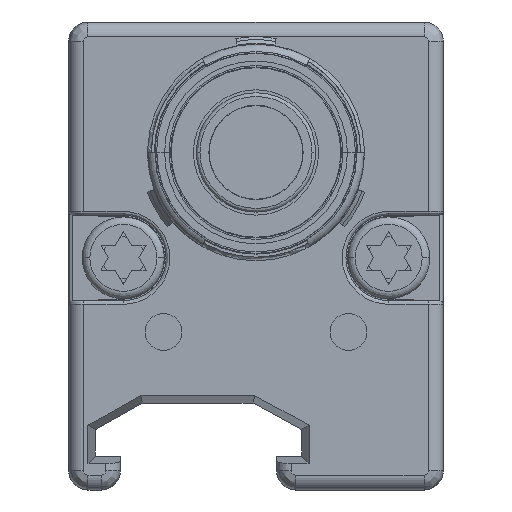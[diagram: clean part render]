
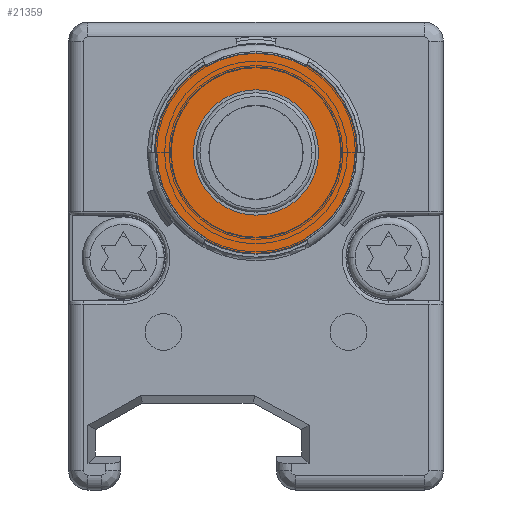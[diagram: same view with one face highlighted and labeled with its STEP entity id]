
A CAD part, front view. The second image highlights one B-rep face of the part: STEP entity #21359.
In plain terms, the highlighted planar face has unit normal (0, -1, 0).
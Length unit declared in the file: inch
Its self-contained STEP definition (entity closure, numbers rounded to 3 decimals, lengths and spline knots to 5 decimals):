
#5812=DIRECTION('',(-1.,0.,0.001));
#5813=VECTOR('',#5812,0.00492);
#5814=CARTESIAN_POINT('',(-0.26476,-0.98425,
0.90172));
#5815=LINE('',#5814,#5813);
#5816=CARTESIAN_POINT('',(0.,-0.98425,0.90157));
#5817=DIRECTION('',(0.,-1.,0.));
#5818=DIRECTION('',(-0.5,0.,0.866));
#5819=AXIS2_PLACEMENT_3D('',#5816,#5817,#5818);
#5821=DIRECTION('',(-0.501,0.,0.866));
#5822=VECTOR('',#5821,0.00492);
#5823=CARTESIAN_POINT('',(-0.13238,-0.98425,
1.13087));
#5824=LINE('',#5823,#5822);
#5825=DIRECTION('',(0.499,0.,0.866));
#5826=VECTOR('',#5825,0.00492);
#5827=CARTESIAN_POINT('',(0.13238,-0.98425,
1.13087));
#5828=LINE('',#5827,#5826);
#5829=CARTESIAN_POINT('',(0.,-0.98425,0.90157));
#5830=DIRECTION('',(0.,-1.,0.));
#5831=DIRECTION('',(1.,0.,0.));
#5832=AXIS2_PLACEMENT_3D('',#5829,#5830,#5831);
#5834=DIRECTION('',(1.,0.,0.));
#5835=VECTOR('',#5834,0.00492);
#5836=CARTESIAN_POINT('',(0.26476,-0.98425,
0.90157));
#5837=LINE('',#5836,#5835);
#5838=DIRECTION('',(0.501,0.,-0.866));
#5839=VECTOR('',#5838,0.00492);
#5840=CARTESIAN_POINT('',(0.13238,-0.98425,
0.67228));
#5841=LINE('',#5840,#5839);
#5842=CARTESIAN_POINT('',(0.,-0.98425,0.90157));
#5843=DIRECTION('',(0.,-1.,0.));
#5844=DIRECTION('',(-0.5,0.,-0.866));
#5845=AXIS2_PLACEMENT_3D('',#5842,#5843,#5844);
#5847=DIRECTION('',(-0.501,0.,-0.866));
#5848=VECTOR('',#5847,0.00492);
#5849=CARTESIAN_POINT('',(-0.13238,-0.98425,
0.67228));
#5850=LINE('',#5849,#5848);
#5851=CARTESIAN_POINT('',(0.,-0.98425,0.90157));
#5852=DIRECTION('',(0.,-1.,0.));
#5853=DIRECTION('',(-0.866,0.,0.5));
#5854=AXIS2_PLACEMENT_3D('',#5851,#5852,#5853);
#5856=CARTESIAN_POINT('',(0.,-0.98425,0.90157));
#5857=DIRECTION('',(0.,-1.,0.));
#5858=DIRECTION('',(0.866,0.,-0.5));
#5859=AXIS2_PLACEMENT_3D('',#5856,#5857,#5858);
#5861=CARTESIAN_POINT('',(0.,-0.98425,0.90157));
#5862=DIRECTION('',(0.,-1.,0.));
#5863=DIRECTION('',(-1.,0.,0.001));
#5864=AXIS2_PLACEMENT_3D('',#5861,#5862,#5863);
#6594=CARTESIAN_POINT('',(0.,-0.98425,0.90157));
#6595=DIRECTION('',(0.,-1.,0.));
#6596=DIRECTION('',(0.5,0.,-0.866));
#6597=AXIS2_PLACEMENT_3D('',#6594,#6595,#6596);
#8254=CARTESIAN_POINT('',(0.,-0.98425,0.90157));
#8255=DIRECTION('',(0.,-1.,0.));
#8256=DIRECTION('',(0.5,0.,0.866));
#8257=AXIS2_PLACEMENT_3D('',#8254,#8255,#8256);
#12920=CARTESIAN_POINT('',(0.13484,-0.98425,
1.13513));
#12922=VERTEX_POINT('',#12920);
#12924=CARTESIAN_POINT('',(0.13238,-0.98425,
0.67228));
#12925=CARTESIAN_POINT('',(0.13484,-0.98425,
0.66802));
#12926=VERTEX_POINT('',#12924);
#12927=VERTEX_POINT('',#12925);
#12932=CARTESIAN_POINT('',(0.26476,-0.98425,
0.90157));
#12933=CARTESIAN_POINT('',(0.26968,-0.98425,
0.90157));
#12934=VERTEX_POINT('',#12932);
#12935=VERTEX_POINT('',#12933);
#12948=CARTESIAN_POINT('',(-0.13484,-0.98425,
0.66802));
#12949=VERTEX_POINT('',#12948);
#12960=CARTESIAN_POINT('',(0.13238,-0.98425,
1.13087));
#12961=VERTEX_POINT('',#12960);
#12964=CARTESIAN_POINT('',(-0.13238,-0.98425,
1.13087));
#12965=CARTESIAN_POINT('',(-0.13484,-0.98425,
1.13513));
#12966=VERTEX_POINT('',#12964);
#12967=VERTEX_POINT('',#12965);
#12996=CARTESIAN_POINT('',(-0.14491,-0.98425,
0.98524));
#12997=CARTESIAN_POINT('',(0.14491,-0.98425,
0.81791));
#12998=VERTEX_POINT('',#12996);
#12999=VERTEX_POINT('',#12997);
#13008=CARTESIAN_POINT('',(-0.26476,-0.98425,
0.90172));
#13009=CARTESIAN_POINT('',(-0.26968,-0.98425,
0.90172));
#13010=VERTEX_POINT('',#13008);
#13011=VERTEX_POINT('',#13009);
#13016=CARTESIAN_POINT('',(-0.13238,-0.98425,
0.67228));
#13017=VERTEX_POINT('',#13016);
#21324=CARTESIAN_POINT('',(0.,-0.98425,0.90157));
#21325=DIRECTION('',(0.,-1.,0.));
#21326=DIRECTION('',(-0.5,0.,-0.866));
#21327=AXIS2_PLACEMENT_3D('',#21324,#21325,#21326);
#21328=PLANE('',#21327);
#21330=ORIENTED_EDGE('',*,*,#21329,.F.);
#21332=ORIENTED_EDGE('',*,*,#21331,.T.);
#21334=ORIENTED_EDGE('',*,*,#21333,.F.);
#21336=ORIENTED_EDGE('',*,*,#21335,.F.);
#21338=ORIENTED_EDGE('',*,*,#21337,.F.);
#21340=ORIENTED_EDGE('',*,*,#21339,.T.);
#21342=ORIENTED_EDGE('',*,*,#21341,.F.);
#21344=ORIENTED_EDGE('',*,*,#21343,.F.);
#21346=ORIENTED_EDGE('',*,*,#21345,.F.);
#21348=ORIENTED_EDGE('',*,*,#21347,.T.);
#21350=ORIENTED_EDGE('',*,*,#21349,.F.);
#21352=ORIENTED_EDGE('',*,*,#21351,.F.);
#21353=EDGE_LOOP('',(#21330,#21332,#21334,#21336,#21338,#21340,#21342,#21344,
#21346,#21348,#21350,#21352));
#21354=FACE_OUTER_BOUND('',#21353,.F.);
#21355=ORIENTED_EDGE('',*,*,#21304,.T.);
#21356=ORIENTED_EDGE('',*,*,#21318,.T.);
#21357=EDGE_LOOP('',(#21355,#21356));
#21358=FACE_BOUND('',#21357,.F.);
#21359=ADVANCED_FACE('',(#21354,#21358),#21328,.T.);
#5820=CIRCLE('',#5819,0.26969);
#5833=CIRCLE('',#5832,0.26969);
#5846=CIRCLE('',#5845,0.26969);
#5855=CIRCLE('',#5854,0.16732);
#5860=CIRCLE('',#5859,0.16732);
#5865=CIRCLE('',#5864,0.26476);
#6598=CIRCLE('',#6597,0.26476);
#8258=CIRCLE('',#8257,0.26476);
#21304=EDGE_CURVE('',#12998,#12999,#5855,.T.);
#21318=EDGE_CURVE('',#12999,#12998,#5860,.T.);
#21329=EDGE_CURVE('',#13010,#13017,#5865,.T.);
#21331=EDGE_CURVE('',#13010,#13011,#5815,.T.);
#21333=EDGE_CURVE('',#12967,#13011,#5820,.T.);
#21335=EDGE_CURVE('',#12966,#12967,#5824,.T.);
#21337=EDGE_CURVE('',#12961,#12966,#8258,.T.);
#21339=EDGE_CURVE('',#12961,#12922,#5828,.T.);
#21341=EDGE_CURVE('',#12935,#12922,#5833,.T.);
#21343=EDGE_CURVE('',#12934,#12935,#5837,.T.);
#21345=EDGE_CURVE('',#12926,#12934,#6598,.T.);
#21347=EDGE_CURVE('',#12926,#12927,#5841,.T.);
#21349=EDGE_CURVE('',#12949,#12927,#5846,.T.);
#21351=EDGE_CURVE('',#13017,#12949,#5850,.T.);
